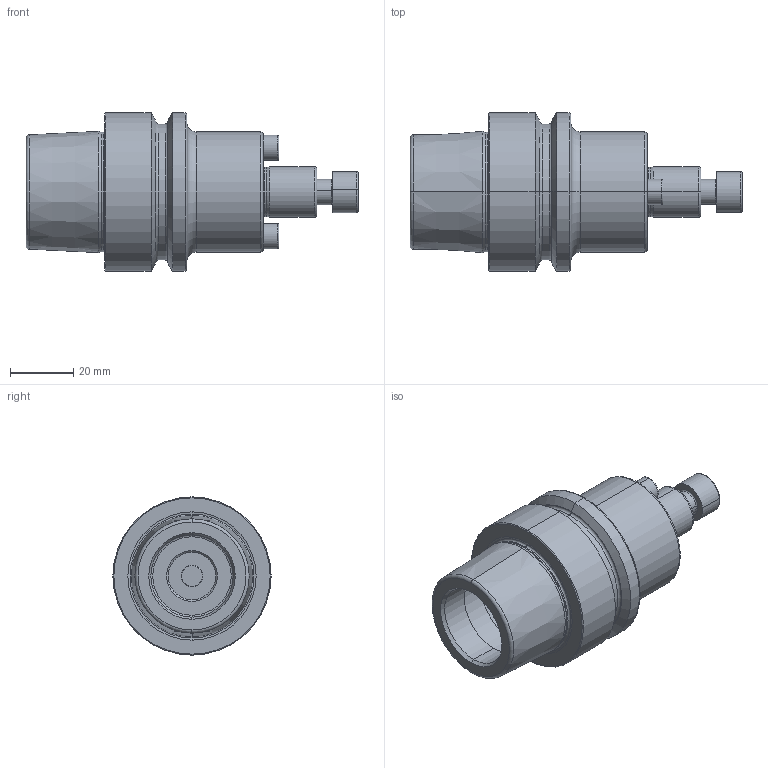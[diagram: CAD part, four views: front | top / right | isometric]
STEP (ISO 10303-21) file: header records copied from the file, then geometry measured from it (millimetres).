
FILE_DESCRIPTION (( 'STEP AP214' ), '1' );
FILE_NAME ('HE5.D16.001.050.STEP', '2011-10-06T11:22:09', ( 'SwiAdmin' ), ( '' ), 'SwSTEP 2.0', 'SolidWorks 2011', '' );
FILE_SCHEMA (( 'AUTOMOTIVE_DESIGN' ));
Length unit declared in the file: millimetre
Products named in the file (4): HE5.D16.001.050; HE5-D16.001.050_A_Fertigbearbeitung; D16-ER2.001.015_A; D16-ER1.002.025_A_Default
Assembly tree (4 placements, depth 2):
  HE5.D16.001.050
    HE5-D16.001.050_A_Fertigbearbeitung
    D16-ER1.002.025_A_Default
    D16-ER2.001.015_A  x2
Bounding box: 104.9 x 50 x 50 mm (x, y, z)
Volume: 83048 mm3; surface area: 21839 mm2
Topology: 4 solids, 4 shells, 171 faces, 350 edges, 197 vertices
Faces by surface type: cylinder 52, torus 44, cone 42, plane 33
Entity records: 4625 total; most frequent: DIRECTION 834, CARTESIAN_POINT 648, ORIENTED_EDGE 620, AXIS2_PLACEMENT_3D 363, EDGE_CURVE 310, CIRCLE 202, VERTEX_POINT 177, EDGE_LOOP 173
